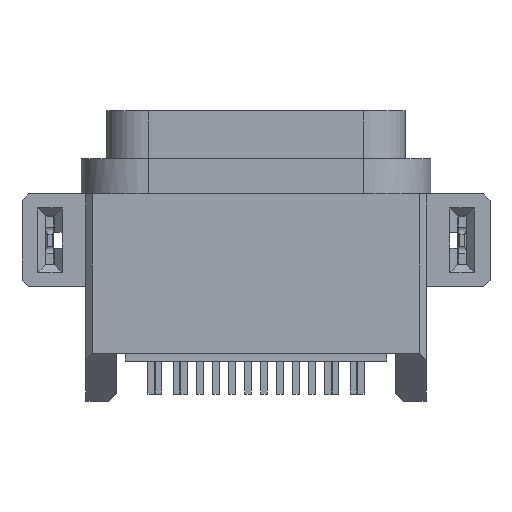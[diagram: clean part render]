
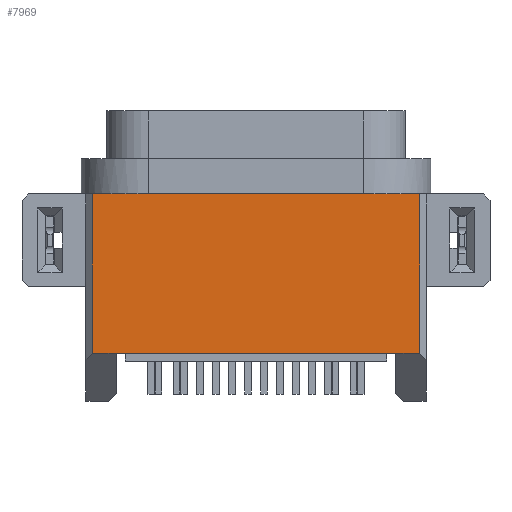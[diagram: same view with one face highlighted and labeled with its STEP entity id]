
A CAD part, top view. The second image highlights one B-rep face of the part: STEP entity #7969.
In plain terms, the highlighted planar face has unit normal (0, 0, 1).
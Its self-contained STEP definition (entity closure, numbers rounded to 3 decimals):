
#249=DIRECTION('',(1.,0.,0.));
#250=VECTOR('',#249,0.75);
#251=CARTESIAN_POINT('',(-5.12,0.02,2.));
#252=LINE('',#251,#250);
#379=DIRECTION('',(0.,1.,0.));
#380=VECTOR('',#379,4.98);
#381=CARTESIAN_POINT('',(-5.12,0.02,2.));
#382=LINE('',#381,#380);
#383=DIRECTION('',(1.,0.,0.));
#384=VECTOR('',#383,0.301);
#385=CARTESIAN_POINT('',(-5.12,5.,2.));
#386=LINE('',#385,#384);
#387=DIRECTION('',(1.,0.,0.));
#388=VECTOR('',#387,9.638);
#389=CARTESIAN_POINT('',(-4.819,5.,2.));
#390=LINE('',#389,#388);
#391=DIRECTION('',(1.,0.,0.));
#392=VECTOR('',#391,0.301);
#393=CARTESIAN_POINT('',(4.819,5.,2.));
#394=LINE('',#393,#392);
#395=DIRECTION('',(-1.,0.,0.));
#396=VECTOR('',#395,8.74);
#397=CARTESIAN_POINT('',(4.37,0.02,2.));
#398=LINE('',#397,#396);
#700=DIRECTION('',(1.,0.,0.));
#701=VECTOR('',#700,0.75);
#702=CARTESIAN_POINT('',(4.37,0.02,2.));
#703=LINE('',#702,#701);
#724=DIRECTION('',(0.,1.,0.));
#725=VECTOR('',#724,4.98);
#726=CARTESIAN_POINT('',(5.12,0.02,2.));
#727=LINE('',#726,#725);
#5813=CARTESIAN_POINT('',(4.37,0.02,2.));
#5815=VERTEX_POINT('',#5813);
#5823=CARTESIAN_POINT('',(-4.37,0.02,
2.));
#5824=VERTEX_POINT('',#5823);
#5947=CARTESIAN_POINT('',(5.12,0.02,2.));
#5948=VERTEX_POINT('',#5947);
#5949=CARTESIAN_POINT('',(-5.12,0.02,
2.));
#5950=VERTEX_POINT('',#5949);
#5951=CARTESIAN_POINT('',(-5.12,5.,2.));
#5952=VERTEX_POINT('',#5951);
#5953=CARTESIAN_POINT('',(-4.819,5.,2.));
#5954=VERTEX_POINT('',#5953);
#5955=CARTESIAN_POINT('',(4.819,5.,2.));
#5956=VERTEX_POINT('',#5955);
#5957=CARTESIAN_POINT('',(5.12,5.,2.));
#5958=VERTEX_POINT('',#5957);
#7949=CARTESIAN_POINT('',(-5.335,15.808,2.));
#7950=DIRECTION('',(0.,0.,-1.));
#7951=DIRECTION('',(-1.,0.,0.));
#7952=AXIS2_PLACEMENT_3D('',#7949,#7950,#7951);
#7953=PLANE('',#7952);
#7954=ORIENTED_EDGE('',*,*,#7781,.F.);
#7955=ORIENTED_EDGE('',*,*,#7764,.T.);
#7957=ORIENTED_EDGE('',*,*,#7956,.T.);
#7959=ORIENTED_EDGE('',*,*,#7958,.T.);
#7961=ORIENTED_EDGE('',*,*,#7960,.T.);
#7963=ORIENTED_EDGE('',*,*,#7962,.F.);
#7965=ORIENTED_EDGE('',*,*,#7964,.F.);
#7966=ORIENTED_EDGE('',*,*,#7911,.T.);
#7967=EDGE_LOOP('',(#7954,#7955,#7957,#7959,#7961,#7963,#7965,#7966));
#7968=FACE_OUTER_BOUND('',#7967,.F.);
#7969=ADVANCED_FACE('',(#7968),#7953,.F.);
#7764=EDGE_CURVE('',#5950,#5952,#382,.T.);
#7781=EDGE_CURVE('',#5950,#5824,#252,.T.);
#7911=EDGE_CURVE('',#5815,#5824,#398,.T.);
#7956=EDGE_CURVE('',#5952,#5954,#386,.T.);
#7958=EDGE_CURVE('',#5954,#5956,#390,.T.);
#7960=EDGE_CURVE('',#5956,#5958,#394,.T.);
#7962=EDGE_CURVE('',#5948,#5958,#727,.T.);
#7964=EDGE_CURVE('',#5815,#5948,#703,.T.);
